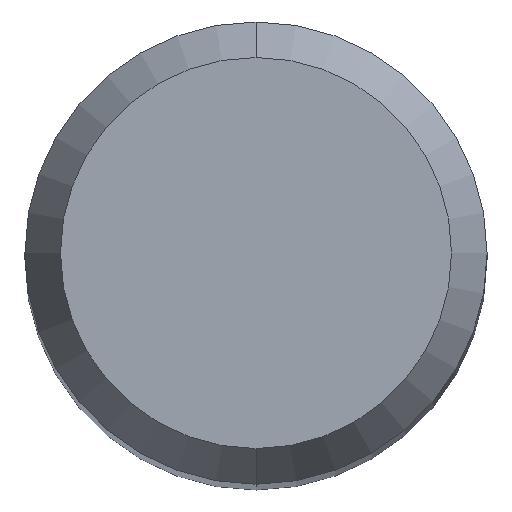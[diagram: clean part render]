
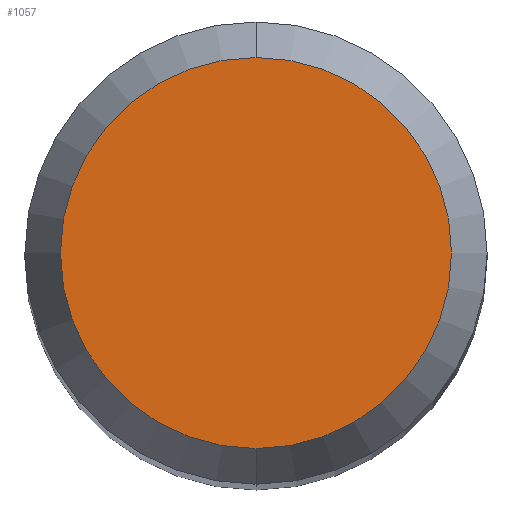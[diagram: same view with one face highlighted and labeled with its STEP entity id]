
A CAD part, top view. The second image highlights one B-rep face of the part: STEP entity #1057.
In plain terms, the highlighted planar face has unit normal (0, 0, 1).
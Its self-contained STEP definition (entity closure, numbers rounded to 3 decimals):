
#625=EDGE_CURVE('',#685,#693,#1555,.T.);
#685=VERTEX_POINT('',#1623);
#693=VERTEX_POINT('',#1632);
#1057=ADVANCED_FACE('',(#2024),#2025,.T.);
#1185=EDGE_CURVE('',#693,#685,#2161,.T.);
#1555=CIRCLE('',#5011,2.538);
#1623=CARTESIAN_POINT('',(0.0,2.538,0.0));
#1632=CARTESIAN_POINT('',(0.,-2.538,0.0));
#2024=FACE_OUTER_BOUND('',#7799,.T.);
#2025=PLANE('',#7800);
#2161=CIRCLE('',#8551,2.538);
#5011=AXIS2_PLACEMENT_3D('',#9668,#9669,#9670);
#7799=EDGE_LOOP('',(#10147,#10148));
#7800=AXIS2_PLACEMENT_3D('',#10149,#10150,#10151);
#8551=AXIS2_PLACEMENT_3D('',#10265,#10266,#10267);
#9668=CARTESIAN_POINT('',(0.0,0.0,0.0));
#9669=DIRECTION('',(0.0,0.0,-1.0));
#9670=DIRECTION('',(0.0,1.0,0.0));
#10147=ORIENTED_EDGE('',*,*,#625,.F.);
#10148=ORIENTED_EDGE('',*,*,#1185,.F.);
#10149=CARTESIAN_POINT('',(0.0,1.269,0.0));
#10150=DIRECTION('',(-0.0,0.0,1.0));
#10151=DIRECTION('',(0.0,-1.0,0.0));
#10265=CARTESIAN_POINT('',(0.0,0.0,0.0));
#10266=DIRECTION('',(0.0,0.0,-1.0));
#10267=DIRECTION('',(0.0,1.0,0.0));
